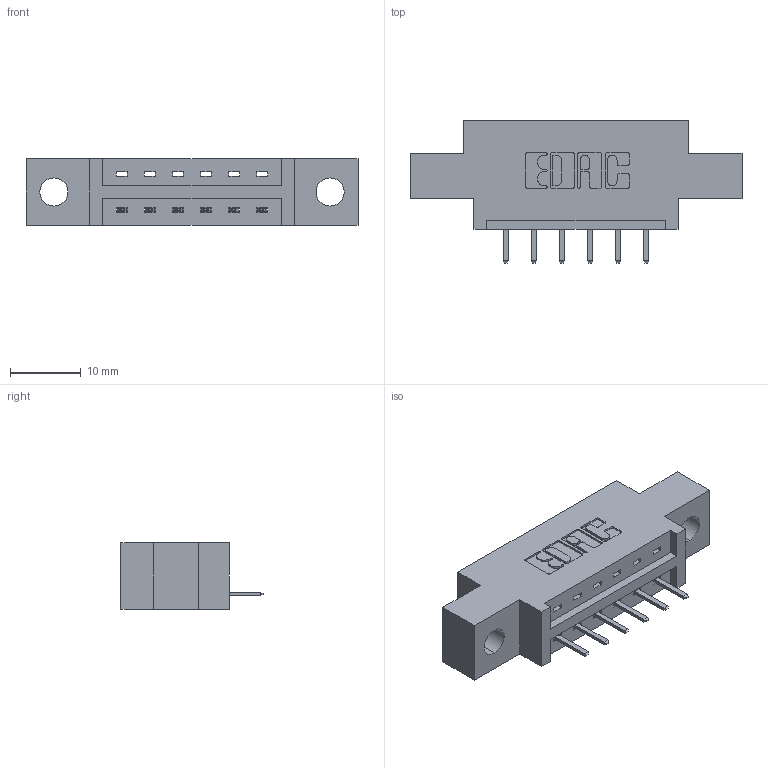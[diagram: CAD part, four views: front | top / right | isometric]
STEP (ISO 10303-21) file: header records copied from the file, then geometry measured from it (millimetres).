
FILE_DESCRIPTION (( 'STEP AP203' ), '1' );
FILE_NAME ('387-006-520-604.STEP', '2019-10-02T00:22:06', ( '' ), ( '' ), 'SwSTEP 2.0', 'SolidWorks 2016', '' );
FILE_SCHEMA (( 'CONFIG_CONTROL_DESIGN' ));
Length unit declared in the file: inch
Products named in the file (3): 345-292-001_345-293-120; 387-006-520-604; 337 Part_0.170 Offset - 0.156 Dia-TH
Assembly tree (7 placements, depth 2):
  387-006-520-604
    337 Part_0.170 Offset - 0.156 Dia-TH
    345-292-001_345-293-120  x6
Bounding box: 46.79 x 20.02 x 9.4 mm (x, y, z)
Volume: 4189.6 mm3; surface area: 3959.1 mm2
Topology: 7 solids, 7 shells, 514 faces, 1499 edges, 982 vertices
Faces by surface type: plane 362, cylinder 152
Entity records: 9365 total; most frequent: CARTESIAN_POINT 1648, ORIENTED_EDGE 1578, DIRECTION 1449, EDGE_CURVE 789, LINE 657, VECTOR 657, VERTEX_POINT 522, AXIS2_PLACEMENT_3D 396
